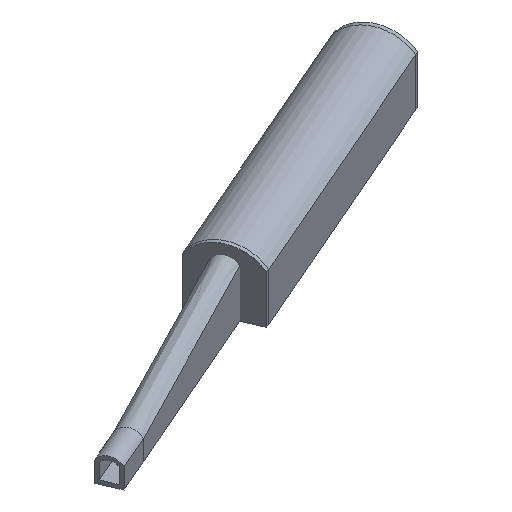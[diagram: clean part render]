
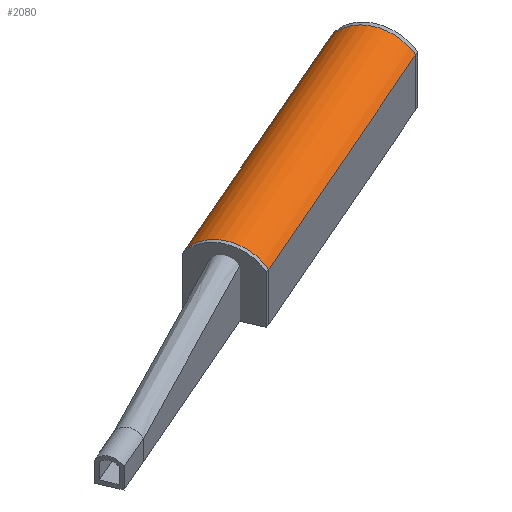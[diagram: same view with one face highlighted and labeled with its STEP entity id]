
A CAD part, isometric view. The second image highlights one B-rep face of the part: STEP entity #2080.
In plain terms, the highlighted cylindrical face has radius 10500 mm (diameter 21000 mm), a partial arc.
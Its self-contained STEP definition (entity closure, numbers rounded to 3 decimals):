
#100=CARTESIAN_POINT('',(574387.442,-467315.182,
13090.077));
#110=VERTEX_POINT('',#100);
#160=CARTESIAN_POINT('',(577768.752,-475113.691,
6925.663));
#170=DIRECTION('',(-0.917,-0.398,
0.));
#180=DIRECTION('',(0.398,-0.917,
0.));
#190=AXIS2_PLACEMENT_3D('',#160,#170,#180);
#200=CIRCLE('',#190,10500.);
#210=CARTESIAN_POINT('',(581150.062,-482912.2,
13090.077));
#220=VERTEX_POINT('',#210);
#230=EDGE_CURVE('',#220,#110,#200,.T.);
#960=CARTESIAN_POINT('',(649960.436,-453077.113,
13090.077));
#970=VERTEX_POINT('',#960);
#1000=CARTESIAN_POINT('',(646579.126,-445278.604,
6925.663));
#1010=DIRECTION('',(-0.917,-0.398,
0.));
#1020=DIRECTION('',(0.398,-0.917,
0.));
#1030=AXIS2_PLACEMENT_3D('',#1000,#1010,#1020);
#1040=CIRCLE('',#1030,10500.);
#1050=CARTESIAN_POINT('',(643197.817,-437480.095,
13090.077));
#1060=VERTEX_POINT('',#1050);
#1070=EDGE_CURVE('',#970,#1060,#1040,.T.);
#1820=CARTESIAN_POINT('',(574387.442,-467315.182,
13090.077));
#1830=DIRECTION('',(0.917,0.398,
0.));
#1840=VECTOR('',#1830,1.);
#1850=LINE('',#1820,#1840);
#1860=EDGE_CURVE('',#110,#1060,#1850,.T.);
#1920=CARTESIAN_POINT('',(577768.752,-475113.691,
6925.663));
#1930=DIRECTION('',(-0.917,-0.398,
0.));
#1940=DIRECTION('',(0.398,-0.917,
0.));
#1950=AXIS2_PLACEMENT_3D('',#1920,#1930,#1940);
#1960=CYLINDRICAL_SURFACE('',#1950,10500.);
#1970=ORIENTED_EDGE('',*,*,#1860,.F.);
#1980=ORIENTED_EDGE('',*,*,#1070,.T.);
#1990=CARTESIAN_POINT('',(581150.062,-482912.2,
13090.077));
#2000=DIRECTION('',(0.917,0.398,
0.));
#2010=VECTOR('',#2000,1.);
#2020=LINE('',#1990,#2010);
#2030=EDGE_CURVE('',#220,#970,#2020,.T.);
#2040=ORIENTED_EDGE('',*,*,#2030,.T.);
#2050=ORIENTED_EDGE('',*,*,#230,.F.);
#2060=EDGE_LOOP('',(#2050,#2040,#1980,#1970));
#2070=FACE_OUTER_BOUND('',#2060,.T.);
#2080=ADVANCED_FACE('',(#2070),#1960,.T.);
